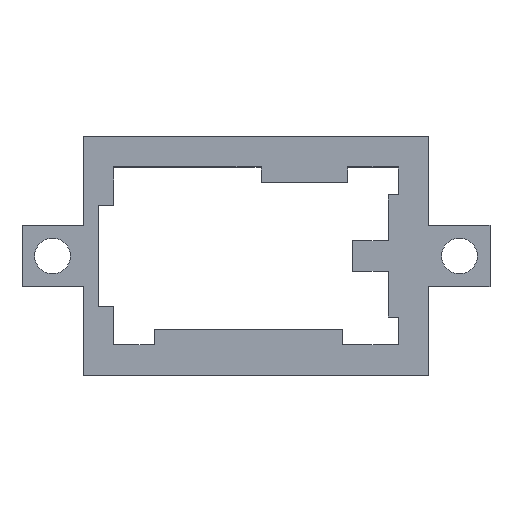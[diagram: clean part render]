
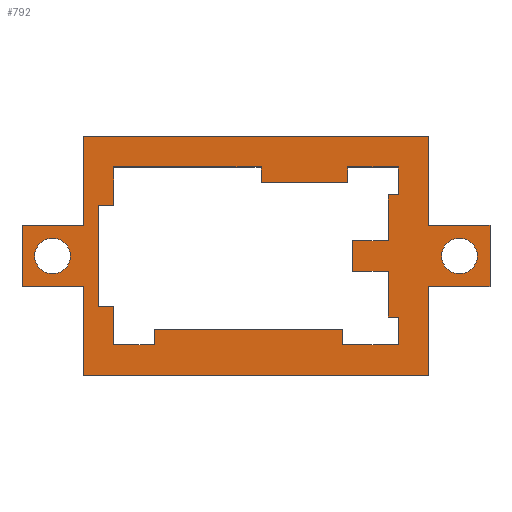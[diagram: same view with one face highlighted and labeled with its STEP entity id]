
A CAD part, top view. The second image highlights one B-rep face of the part: STEP entity #792.
In plain terms, the highlighted planar face has unit normal (0, 0, 1).
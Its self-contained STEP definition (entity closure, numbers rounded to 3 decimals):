
#17=CIRCLE('',#853,1.75);
#18=CIRCLE('',#854,1.75);
#21=FACE_BOUND('',#79,.T.);
#22=FACE_BOUND('',#80,.T.);
#23=FACE_BOUND('',#81,.T.);
#38=FACE_OUTER_BOUND('',#78,.T.);
#78=EDGE_LOOP('',(#557,#558,#559,#560,#561,#562,#563,#564,#565,#566,#567,
#568));
#79=EDGE_LOOP('',(#569,#570,#571,#572,#573,#574,#575,#576,#577,#578,#579,
#580,#581,#582,#583,#584,#585,#586,#587,#588,#589,#590,#591,#592));
#80=EDGE_LOOP('',(#593));
#81=EDGE_LOOP('',(#594));
#130=LINE('',#1117,#238);
#133=LINE('',#1123,#241);
#135=LINE('',#1126,#243);
#137=LINE('',#1131,#245);
#139=LINE('',#1135,#247);
#141=LINE('',#1139,#249);
#143=LINE('',#1144,#251);
#144=LINE('',#1146,#252);
#145=LINE('',#1148,#253);
#146=LINE('',#1150,#254);
#147=LINE('',#1152,#255);
#148=LINE('',#1154,#256);
#149=LINE('',#1156,#257);
#150=LINE('',#1158,#258);
#151=LINE('',#1160,#259);
#152=LINE('',#1162,#260);
#153=LINE('',#1164,#261);
#154=LINE('',#1165,#262);
#155=LINE('',#1168,#263);
#156=LINE('',#1170,#264);
#157=LINE('',#1172,#265);
#158=LINE('',#1174,#266);
#159=LINE('',#1176,#267);
#160=LINE('',#1177,#268);
#161=LINE('',#1179,#269);
#162=LINE('',#1181,#270);
#163=LINE('',#1183,#271);
#164=LINE('',#1185,#272);
#165=LINE('',#1187,#273);
#166=LINE('',#1189,#274);
#167=LINE('',#1191,#275);
#168=LINE('',#1193,#276);
#169=LINE('',#1195,#277);
#170=LINE('',#1197,#278);
#171=LINE('',#1198,#279);
#172=LINE('',#1199,#280);
#238=VECTOR('',#910,10.);
#241=VECTOR('',#915,10.);
#243=VECTOR('',#919,10.);
#245=VECTOR('',#923,10.);
#247=VECTOR('',#927,10.);
#249=VECTOR('',#931,10.);
#251=VECTOR('',#935,10.);
#252=VECTOR('',#936,10.);
#253=VECTOR('',#937,10.);
#254=VECTOR('',#938,10.);
#255=VECTOR('',#939,10.);
#256=VECTOR('',#940,10.);
#257=VECTOR('',#941,10.);
#258=VECTOR('',#942,10.);
#259=VECTOR('',#943,10.);
#260=VECTOR('',#944,10.);
#261=VECTOR('',#945,10.);
#262=VECTOR('',#946,10.);
#263=VECTOR('',#947,10.);
#264=VECTOR('',#948,10.);
#265=VECTOR('',#949,10.);
#266=VECTOR('',#950,10.);
#267=VECTOR('',#951,10.);
#268=VECTOR('',#952,10.);
#269=VECTOR('',#953,10.);
#270=VECTOR('',#954,10.);
#271=VECTOR('',#955,10.);
#272=VECTOR('',#956,10.);
#273=VECTOR('',#957,10.);
#274=VECTOR('',#958,10.);
#275=VECTOR('',#959,10.);
#276=VECTOR('',#960,10.);
#277=VECTOR('',#961,10.);
#278=VECTOR('',#962,10.);
#279=VECTOR('',#963,10.);
#280=VECTOR('',#964,10.);
#345=VERTEX_POINT('',#1114);
#346=VERTEX_POINT('',#1116);
#347=VERTEX_POINT('',#1120);
#348=VERTEX_POINT('',#1122);
#349=VERTEX_POINT('',#1128);
#350=VERTEX_POINT('',#1130);
#351=VERTEX_POINT('',#1134);
#352=VERTEX_POINT('',#1138);
#353=VERTEX_POINT('',#1142);
#354=VERTEX_POINT('',#1143);
#355=VERTEX_POINT('',#1145);
#356=VERTEX_POINT('',#1147);
#357=VERTEX_POINT('',#1149);
#358=VERTEX_POINT('',#1151);
#359=VERTEX_POINT('',#1153);
#360=VERTEX_POINT('',#1155);
#361=VERTEX_POINT('',#1157);
#362=VERTEX_POINT('',#1159);
#363=VERTEX_POINT('',#1161);
#364=VERTEX_POINT('',#1163);
#365=VERTEX_POINT('',#1166);
#366=VERTEX_POINT('',#1167);
#367=VERTEX_POINT('',#1169);
#368=VERTEX_POINT('',#1171);
#369=VERTEX_POINT('',#1173);
#370=VERTEX_POINT('',#1175);
#371=VERTEX_POINT('',#1178);
#372=VERTEX_POINT('',#1180);
#373=VERTEX_POINT('',#1182);
#374=VERTEX_POINT('',#1184);
#375=VERTEX_POINT('',#1186);
#376=VERTEX_POINT('',#1188);
#377=VERTEX_POINT('',#1190);
#378=VERTEX_POINT('',#1192);
#379=VERTEX_POINT('',#1194);
#380=VERTEX_POINT('',#1196);
#381=VERTEX_POINT('',#1200);
#382=VERTEX_POINT('',#1202);
#422=EDGE_CURVE('',#346,#345,#130,.T.);
#425=EDGE_CURVE('',#348,#347,#133,.T.);
#427=EDGE_CURVE('',#345,#348,#135,.T.);
#429=EDGE_CURVE('',#350,#349,#137,.T.);
#431=EDGE_CURVE('',#351,#350,#139,.T.);
#433=EDGE_CURVE('',#352,#351,#141,.T.);
#435=EDGE_CURVE('',#353,#354,#143,.T.);
#436=EDGE_CURVE('',#354,#355,#144,.T.);
#437=EDGE_CURVE('',#355,#356,#145,.T.);
#438=EDGE_CURVE('',#356,#357,#146,.T.);
#439=EDGE_CURVE('',#357,#358,#147,.T.);
#440=EDGE_CURVE('',#358,#359,#148,.T.);
#441=EDGE_CURVE('',#359,#360,#149,.T.);
#442=EDGE_CURVE('',#360,#361,#150,.T.);
#443=EDGE_CURVE('',#361,#362,#151,.T.);
#444=EDGE_CURVE('',#362,#363,#152,.T.);
#445=EDGE_CURVE('',#363,#364,#153,.T.);
#446=EDGE_CURVE('',#364,#353,#154,.T.);
#447=EDGE_CURVE('',#365,#366,#155,.T.);
#448=EDGE_CURVE('',#366,#367,#156,.T.);
#449=EDGE_CURVE('',#367,#368,#157,.T.);
#450=EDGE_CURVE('',#368,#369,#158,.T.);
#451=EDGE_CURVE('',#369,#370,#159,.T.);
#452=EDGE_CURVE('',#370,#352,#160,.T.);
#453=EDGE_CURVE('',#349,#371,#161,.T.);
#454=EDGE_CURVE('',#371,#372,#162,.T.);
#455=EDGE_CURVE('',#372,#373,#163,.T.);
#456=EDGE_CURVE('',#373,#374,#164,.T.);
#457=EDGE_CURVE('',#374,#375,#165,.T.);
#458=EDGE_CURVE('',#375,#376,#166,.T.);
#459=EDGE_CURVE('',#376,#377,#167,.T.);
#460=EDGE_CURVE('',#377,#378,#168,.T.);
#461=EDGE_CURVE('',#378,#379,#169,.T.);
#462=EDGE_CURVE('',#379,#380,#170,.T.);
#463=EDGE_CURVE('',#380,#346,#171,.T.);
#464=EDGE_CURVE('',#347,#365,#172,.T.);
#465=EDGE_CURVE('',#381,#381,#17,.T.);
#466=EDGE_CURVE('',#382,#382,#18,.T.);
#557=ORIENTED_EDGE('',*,*,#435,.T.);
#558=ORIENTED_EDGE('',*,*,#436,.T.);
#559=ORIENTED_EDGE('',*,*,#437,.T.);
#560=ORIENTED_EDGE('',*,*,#438,.T.);
#561=ORIENTED_EDGE('',*,*,#439,.T.);
#562=ORIENTED_EDGE('',*,*,#440,.T.);
#563=ORIENTED_EDGE('',*,*,#441,.T.);
#564=ORIENTED_EDGE('',*,*,#442,.T.);
#565=ORIENTED_EDGE('',*,*,#443,.T.);
#566=ORIENTED_EDGE('',*,*,#444,.T.);
#567=ORIENTED_EDGE('',*,*,#445,.T.);
#568=ORIENTED_EDGE('',*,*,#446,.T.);
#569=ORIENTED_EDGE('',*,*,#447,.T.);
#570=ORIENTED_EDGE('',*,*,#448,.T.);
#571=ORIENTED_EDGE('',*,*,#449,.T.);
#572=ORIENTED_EDGE('',*,*,#450,.T.);
#573=ORIENTED_EDGE('',*,*,#451,.T.);
#574=ORIENTED_EDGE('',*,*,#452,.T.);
#575=ORIENTED_EDGE('',*,*,#433,.T.);
#576=ORIENTED_EDGE('',*,*,#431,.T.);
#577=ORIENTED_EDGE('',*,*,#429,.T.);
#578=ORIENTED_EDGE('',*,*,#453,.T.);
#579=ORIENTED_EDGE('',*,*,#454,.T.);
#580=ORIENTED_EDGE('',*,*,#455,.T.);
#581=ORIENTED_EDGE('',*,*,#456,.T.);
#582=ORIENTED_EDGE('',*,*,#457,.T.);
#583=ORIENTED_EDGE('',*,*,#458,.T.);
#584=ORIENTED_EDGE('',*,*,#459,.T.);
#585=ORIENTED_EDGE('',*,*,#460,.T.);
#586=ORIENTED_EDGE('',*,*,#461,.T.);
#587=ORIENTED_EDGE('',*,*,#462,.T.);
#588=ORIENTED_EDGE('',*,*,#463,.T.);
#589=ORIENTED_EDGE('',*,*,#422,.T.);
#590=ORIENTED_EDGE('',*,*,#427,.T.);
#591=ORIENTED_EDGE('',*,*,#425,.T.);
#592=ORIENTED_EDGE('',*,*,#464,.T.);
#593=ORIENTED_EDGE('',*,*,#465,.T.);
#594=ORIENTED_EDGE('',*,*,#466,.T.);
#754=PLANE('',#852);
#792=ADVANCED_FACE('',(#38,#21,#22,#23),#754,.T.);
#852=AXIS2_PLACEMENT_3D('',#1141,#933,#934);
#853=AXIS2_PLACEMENT_3D('',#1201,#965,#966);
#854=AXIS2_PLACEMENT_3D('',#1203,#967,#968);
#910=DIRECTION('',(0.,1.,0.));
#915=DIRECTION('',(0.,-1.,0.));
#919=DIRECTION('',(-1.,0.,0.));
#923=DIRECTION('',(0.,1.,0.));
#927=DIRECTION('',(1.,0.,0.));
#931=DIRECTION('',(0.,-1.,0.));
#933=DIRECTION('center_axis',(0.,0.,1.));
#934=DIRECTION('ref_axis',(1.,0.,0.));
#935=DIRECTION('',(-1.,0.,0.));
#936=DIRECTION('',(0.,-1.,0.));
#937=DIRECTION('',(1.,0.,0.));
#938=DIRECTION('',(0.,-1.,0.));
#939=DIRECTION('',(1.,0.,0.));
#940=DIRECTION('',(0.,1.,0.));
#941=DIRECTION('',(1.,0.,0.));
#942=DIRECTION('',(0.,1.,0.));
#943=DIRECTION('',(-1.,0.,0.));
#944=DIRECTION('',(0.,1.,0.));
#945=DIRECTION('',(-1.,0.,0.));
#946=DIRECTION('',(0.,-1.,0.));
#947=DIRECTION('',(0.,1.,0.));
#948=DIRECTION('',(-1.,0.,0.));
#949=DIRECTION('',(0.,1.,0.));
#950=DIRECTION('',(1.,0.,0.));
#951=DIRECTION('',(0.,1.,0.));
#952=DIRECTION('',(1.,0.,0.));
#953=DIRECTION('',(1.,0.,0.));
#954=DIRECTION('',(0.,-1.,0.));
#955=DIRECTION('',(-1.,0.,0.));
#956=DIRECTION('',(0.,-1.,0.));
#957=DIRECTION('',(-1.,0.,0.));
#958=DIRECTION('',(0.,-1.,0.));
#959=DIRECTION('',(1.,0.,0.));
#960=DIRECTION('',(0.,-1.,0.));
#961=DIRECTION('',(1.,0.,0.));
#962=DIRECTION('',(0.,-1.,0.));
#963=DIRECTION('',(-1.,0.,0.));
#964=DIRECTION('',(-1.,0.,0.));
#965=DIRECTION('center_axis',(0.,0.,-1.));
#966=DIRECTION('ref_axis',(-1.,0.,0.));
#967=DIRECTION('center_axis',(0.,0.,-1.));
#968=DIRECTION('ref_axis',(-1.,0.,0.));
#1114=CARTESIAN_POINT('',(8.5,-7.25,1.5));
#1116=CARTESIAN_POINT('',(8.5,-8.75,1.5));
#1117=CARTESIAN_POINT('',(8.5,-7.25,1.5));
#1120=CARTESIAN_POINT('',(-10.,-8.75,1.5));
#1122=CARTESIAN_POINT('',(-10.,-7.25,1.5));
#1123=CARTESIAN_POINT('',(-10.,-8.75,1.5));
#1126=CARTESIAN_POINT('',(-10.,-7.25,1.5));
#1128=CARTESIAN_POINT('',(9.,8.75,1.5));
#1130=CARTESIAN_POINT('',(9.,7.25,1.5));
#1131=CARTESIAN_POINT('',(9.,8.75,1.5));
#1134=CARTESIAN_POINT('',(0.5,7.25,1.5));
#1135=CARTESIAN_POINT('',(9.,7.25,1.5));
#1138=CARTESIAN_POINT('',(0.5,8.75,1.5));
#1139=CARTESIAN_POINT('',(0.5,7.25,1.5));
#1141=CARTESIAN_POINT('Origin',(-20.,0.,1.5));
#1142=CARTESIAN_POINT('',(-17.,3.,1.5));
#1143=CARTESIAN_POINT('',(-23.,3.,1.5));
#1144=CARTESIAN_POINT('',(-23.,3.,1.5));
#1145=CARTESIAN_POINT('',(-23.,-3.,1.5));
#1146=CARTESIAN_POINT('',(-23.,-3.,1.5));
#1147=CARTESIAN_POINT('',(-17.,-3.,1.5));
#1148=CARTESIAN_POINT('',(-17.,-3.,1.5));
#1149=CARTESIAN_POINT('',(-17.,-11.75,1.5));
#1150=CARTESIAN_POINT('',(-17.,11.75,1.5));
#1151=CARTESIAN_POINT('',(17.,-11.75,1.5));
#1152=CARTESIAN_POINT('',(-17.,-11.75,1.5));
#1153=CARTESIAN_POINT('',(17.,-3.,1.5));
#1154=CARTESIAN_POINT('',(17.,-11.75,1.5));
#1155=CARTESIAN_POINT('',(23.,-3.,1.5));
#1156=CARTESIAN_POINT('',(23.,-3.,1.5));
#1157=CARTESIAN_POINT('',(23.,3.,1.5));
#1158=CARTESIAN_POINT('',(23.,3.,1.5));
#1159=CARTESIAN_POINT('',(17.,3.,1.5));
#1160=CARTESIAN_POINT('',(17.,3.,1.5));
#1161=CARTESIAN_POINT('',(17.,11.75,1.5));
#1162=CARTESIAN_POINT('',(17.,-11.75,1.5));
#1163=CARTESIAN_POINT('',(-17.,11.75,1.5));
#1164=CARTESIAN_POINT('',(17.,11.75,1.5));
#1165=CARTESIAN_POINT('',(-17.,11.75,1.5));
#1166=CARTESIAN_POINT('',(-14.,-8.75,1.5));
#1167=CARTESIAN_POINT('',(-14.,-5.,1.5));
#1168=CARTESIAN_POINT('',(-14.,4.375,1.5));
#1169=CARTESIAN_POINT('',(-15.5,-5.,1.5));
#1170=CARTESIAN_POINT('',(-17.75,-5.,1.5));
#1171=CARTESIAN_POINT('',(-15.5,5.,1.5));
#1172=CARTESIAN_POINT('',(-15.5,2.5,1.5));
#1173=CARTESIAN_POINT('',(-14.,5.,1.5));
#1174=CARTESIAN_POINT('',(-17.,5.,1.5));
#1175=CARTESIAN_POINT('',(-14.,8.75,1.5));
#1176=CARTESIAN_POINT('',(-14.,4.375,1.5));
#1177=CARTESIAN_POINT('',(-3.,8.75,1.5));
#1178=CARTESIAN_POINT('',(14.,8.75,1.5));
#1179=CARTESIAN_POINT('',(-3.,8.75,1.5));
#1180=CARTESIAN_POINT('',(14.,6.,1.5));
#1181=CARTESIAN_POINT('',(14.,-4.375,1.5));
#1182=CARTESIAN_POINT('',(13.,6.,1.5));
#1183=CARTESIAN_POINT('',(13.,6.,1.5));
#1184=CARTESIAN_POINT('',(13.,1.5,1.5));
#1185=CARTESIAN_POINT('',(13.,-6.,1.5));
#1186=CARTESIAN_POINT('',(9.5,1.5,1.5));
#1187=CARTESIAN_POINT('',(9.5,1.5,1.5));
#1188=CARTESIAN_POINT('',(9.5,-1.5,1.5));
#1189=CARTESIAN_POINT('',(9.5,-1.5,1.5));
#1190=CARTESIAN_POINT('',(13.,-1.5,1.5));
#1191=CARTESIAN_POINT('',(13.,-1.5,1.5));
#1192=CARTESIAN_POINT('',(13.,-6.,1.5));
#1193=CARTESIAN_POINT('',(13.,-6.,1.5));
#1194=CARTESIAN_POINT('',(14.,-6.,1.5));
#1195=CARTESIAN_POINT('',(14.,-6.,1.5));
#1196=CARTESIAN_POINT('',(14.,-8.75,1.5));
#1197=CARTESIAN_POINT('',(14.,-4.375,1.5));
#1198=CARTESIAN_POINT('',(-17.,-8.75,1.5));
#1199=CARTESIAN_POINT('',(-17.,-8.75,1.5));
#1200=CARTESIAN_POINT('',(21.75,0.,1.5));
#1201=CARTESIAN_POINT('Origin',(20.,0.,1.5));
#1202=CARTESIAN_POINT('',(-18.25,0.,1.5));
#1203=CARTESIAN_POINT('Origin',(-20.,0.,1.5));
